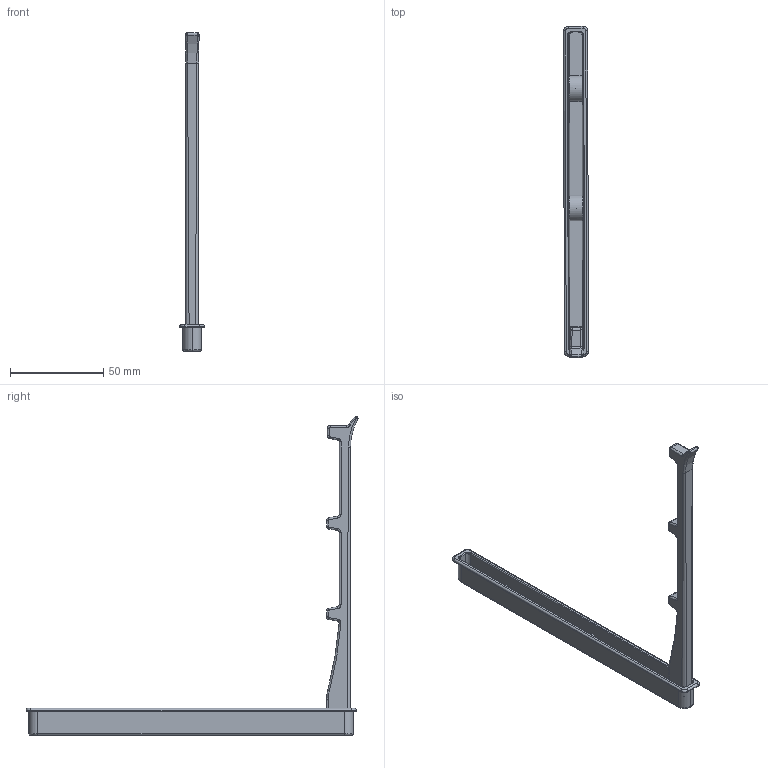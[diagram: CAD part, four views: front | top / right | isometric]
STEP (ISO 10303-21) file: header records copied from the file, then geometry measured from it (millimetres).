
FILE_DESCRIPTION(('Creo Elements/Direct Modeling STEP Export'),'2;1');
FILE_NAME('2227-177.stp','2017-09-05T11:10:29',(''),(''),'Creo Elements/Direct Modeling STEP processor for AP214 (Solid Model)','Creo Elements/Direct Modeling 20.0 12-Nov-2016 (C) Parametric Technology GmbH','');
FILE_SCHEMA(('AUTOMOTIVE_DESIGN { 1 0 10303 214 1 1 1 1 }'));
Length unit declared in the file: millimetre
Products named in the file (3): Haken.01.01.01; Aussenteil.01.01.01.01; ZN-8666
Assembly tree (2 placements, depth 2):
  ZN-8666
    Aussenteil.01.01.01.01
    Haken.01.01.01
Bounding box: 13.2 x 178.04 x 170.98 mm (x, y, z)
Volume: 18945.2 mm3; surface area: 18833.9 mm2
Topology: 2 solids, 2 shells, 196 faces, 455 edges, 266 vertices
Faces by surface type: bspline 80, cylinder 56, plane 38, torus 10, extrusion 8, cone 4
Entity records: 12766 total; most frequent: CARTESIAN_POINT 9164, ORIENTED_EDGE 902, DIRECTION 487, EDGE_CURVE 451, VERTEX_POINT 266, EDGE_LOOP 203, FACE_OUTER_BOUND 196, ADVANCED_FACE 196
